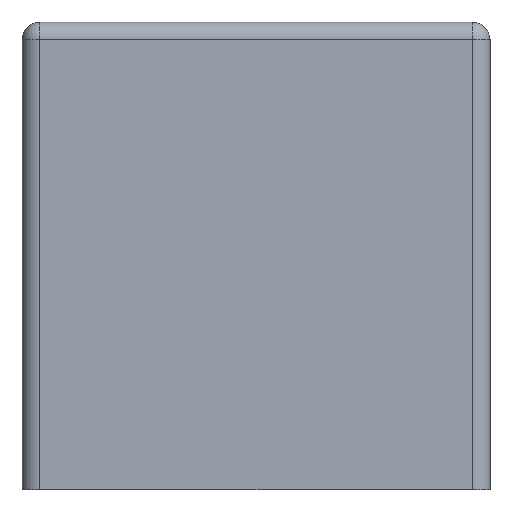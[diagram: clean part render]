
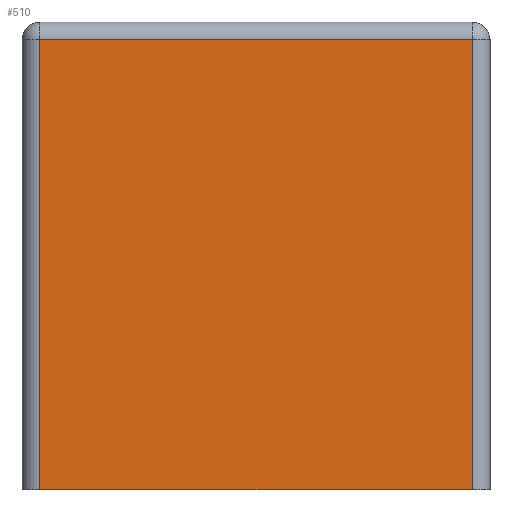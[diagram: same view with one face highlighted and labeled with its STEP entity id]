
A CAD part, left-side view. The second image highlights one B-rep face of the part: STEP entity #510.
In plain terms, the highlighted planar face has unit normal (-1, 0, 0).
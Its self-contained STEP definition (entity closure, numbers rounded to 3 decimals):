
#21=PLANE('',#570);
#37=LINE('',#787,#85);
#40=LINE('',#801,#88);
#44=LINE('',#810,#92);
#50=LINE('',#824,#98);
#85=VECTOR('',#623,10.);
#88=VECTOR('',#638,10.);
#92=VECTOR('',#648,10.);
#98=VECTOR('',#664,10.);
#154=FACE_OUTER_BOUND('',#188,.T.);
#188=EDGE_LOOP('',(#387,#388,#389,#390));
#239=VERTEX_POINT('',#780);
#241=VERTEX_POINT('',#785);
#242=VERTEX_POINT('',#790);
#245=VERTEX_POINT('',#797);
#285=EDGE_CURVE('',#241,#239,#37,.T.);
#292=EDGE_CURVE('',#242,#245,#40,.T.);
#297=EDGE_CURVE('',#239,#242,#44,.T.);
#304=EDGE_CURVE('',#245,#241,#50,.T.);
#387=ORIENTED_EDGE('',*,*,#285,.F.);
#388=ORIENTED_EDGE('',*,*,#304,.F.);
#389=ORIENTED_EDGE('',*,*,#292,.F.);
#390=ORIENTED_EDGE('',*,*,#297,.F.);
#510=ADVANCED_FACE('',(#154),#21,.T.);
#570=AXIS2_PLACEMENT_3D('',#823,#662,#663);
#623=DIRECTION('',(0.,0.,1.));
#638=DIRECTION('',(0.,0.,-1.));
#648=DIRECTION('',(0.,-1.,0.));
#662=DIRECTION('center_axis',(-1.,0.,0.));
#663=DIRECTION('ref_axis',(0.,-1.,0.));
#664=DIRECTION('',(0.,1.,0.));
#780=CARTESIAN_POINT('',(-0.8,0.37,0.77));
#785=CARTESIAN_POINT('',(-0.8,0.37,0.));
#787=CARTESIAN_POINT('',(-0.8,0.37,0.));
#790=CARTESIAN_POINT('',(-0.8,-0.37,0.77));
#797=CARTESIAN_POINT('',(-0.8,-0.37,0.));
#801=CARTESIAN_POINT('',(-0.8,-0.37,0.));
#810=CARTESIAN_POINT('',(-0.8,0.2,0.77));
#823=CARTESIAN_POINT('Origin',(-0.8,0.4,0.));
#824=CARTESIAN_POINT('',(-0.8,-0.4,0.));
